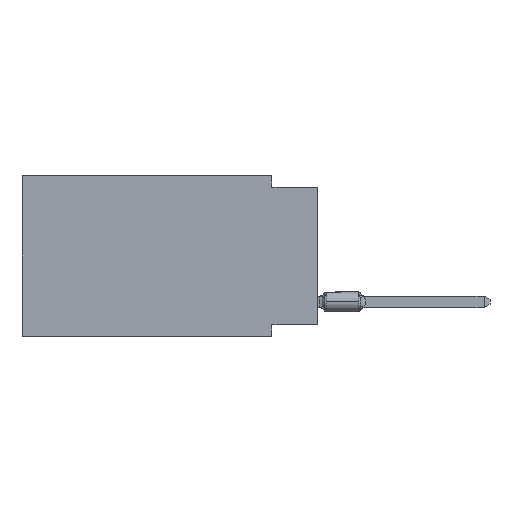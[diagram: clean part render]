
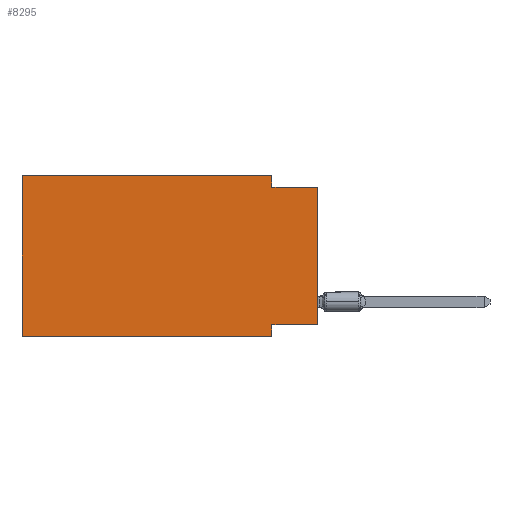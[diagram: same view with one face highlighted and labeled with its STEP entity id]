
A CAD part, left-side view. The second image highlights one B-rep face of the part: STEP entity #8295.
In plain terms, the highlighted planar face has unit normal (-1, 0, 0).
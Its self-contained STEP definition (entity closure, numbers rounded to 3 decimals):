
#106 = LINE ( 'NONE', #6162, #18786 ) ;
#203 = DIRECTION ( 'NONE',  ( 0., 0., -1. ) ) ;
#209 = CARTESIAN_POINT ( 'NONE',  ( 0., 2.54, -8.255 ) ) ;
#315 = VECTOR ( 'NONE', #5484, 1000. ) ;
#702 = FACE_OUTER_BOUND ( 'NONE', #9960, .T. ) ;
#1115 = LINE ( 'NONE', #10347, #315 ) ;
#1251 = EDGE_CURVE ( 'NONE', #15810, #12006, #6259, .T. ) ;
#1722 = EDGE_CURVE ( 'NONE', #11889, #7261, #19550, .T. ) ;
#2934 = LINE ( 'NONE', #17827, #13775 ) ;
#3001 = DIRECTION ( 'NONE',  ( 0., -1., 0. ) ) ;
#3826 = CARTESIAN_POINT ( 'NONE',  ( 0., 2.54, -0.635 ) ) ;
#4023 = CARTESIAN_POINT ( 'NONE',  ( 0., 2.54, -8.89 ) ) ;
#4673 = CARTESIAN_POINT ( 'NONE',  ( 0., 0., -8.255 ) ) ;
#5484 = DIRECTION ( 'NONE',  ( 0., -1., 0. ) ) ;
#6059 = DIRECTION ( 'NONE',  ( 0., 1., 0. ) ) ;
#6162 = CARTESIAN_POINT ( 'NONE',  ( 0., 2.54, -8.89 ) ) ;
#6259 = LINE ( 'NONE', #4673, #13786 ) ;
#6703 = VECTOR ( 'NONE', #3001, 1000. ) ;
#6765 = DIRECTION ( 'NONE',  ( 0., 0., -1. ) ) ;
#6956 = CARTESIAN_POINT ( 'NONE',  ( 0., 0., -0.635 ) ) ;
#7083 = EDGE_CURVE ( 'NONE', #9300, #14691, #17994, .T. ) ;
#7261 = VERTEX_POINT ( 'NONE', #6956 ) ;
#7479 = VECTOR ( 'NONE', #18057, 1000. ) ;
#8099 = CARTESIAN_POINT ( 'NONE',  ( 0., 2.54, 0. ) ) ;
#8166 = CARTESIAN_POINT ( 'NONE',  ( 0., 16.383, 0. ) ) ;
#8295 = ADVANCED_FACE ( 'NONE', ( #702 ), #14321, .F. ) ;
#8359 = VECTOR ( 'NONE', #17105, 1000. ) ;
#8381 = ORIENTED_EDGE ( 'NONE', *, *, #7083, .F. ) ;
#9300 = VERTEX_POINT ( 'NONE', #11655 ) ;
#9507 = EDGE_CURVE ( 'NONE', #15810, #7261, #2934, .T. ) ;
#9583 = LINE ( 'NONE', #8099, #14284 ) ;
#9672 = DIRECTION ( 'NONE',  ( 0., 0., -1. ) ) ;
#9960 = EDGE_LOOP ( 'NONE', ( #10491, #15134, #11038, #8381, #17120, #19008, #17172, #16058 ) ) ;
#10347 = CARTESIAN_POINT ( 'NONE',  ( 0., 16.383, -8.89 ) ) ;
#10373 = DIRECTION ( 'NONE',  ( 0., 0., 1. ) ) ;
#10442 = CARTESIAN_POINT ( 'NONE',  ( 0., 16.383, 0. ) ) ;
#10491 = ORIENTED_EDGE ( 'NONE', *, *, #9507, .T. ) ;
#11038 = ORIENTED_EDGE ( 'NONE', *, *, #16986, .F. ) ;
#11039 = CARTESIAN_POINT ( 'NONE',  ( 0., 16.383, 0. ) ) ;
#11414 = DIRECTION ( 'NONE',  ( 1., 0., 0. ) ) ;
#11655 = CARTESIAN_POINT ( 'NONE',  ( 0., 16.383, 0. ) ) ;
#11889 = VERTEX_POINT ( 'NONE', #3826 ) ;
#11988 = CARTESIAN_POINT ( 'NONE',  ( 0., 0., -0.635 ) ) ;
#12006 = VERTEX_POINT ( 'NONE', #209 ) ;
#12715 = CARTESIAN_POINT ( 'NONE',  ( 0., 2.54, 0. ) ) ;
#13089 = VERTEX_POINT ( 'NONE', #4023 ) ;
#13300 = AXIS2_PLACEMENT_3D ( 'NONE', #11039, #11414, #6765 ) ;
#13775 = VECTOR ( 'NONE', #10373, 1000. ) ;
#13786 = VECTOR ( 'NONE', #6059, 1000. ) ;
#14284 = VECTOR ( 'NONE', #9672, 1000. ) ;
#14321 = PLANE ( 'NONE',  #13300 ) ;
#14601 = EDGE_CURVE ( 'NONE', #12006, #13089, #106, .T. ) ;
#14691 = VERTEX_POINT ( 'NONE', #12715 ) ;
#15134 = ORIENTED_EDGE ( 'NONE', *, *, #1722, .F. ) ;
#15707 = CARTESIAN_POINT ( 'NONE',  ( 0., 0., -8.255 ) ) ;
#15810 = VERTEX_POINT ( 'NONE', #15707 ) ;
#15818 = EDGE_CURVE ( 'NONE', #17928, #9300, #18294, .T. ) ;
#16058 = ORIENTED_EDGE ( 'NONE', *, *, #1251, .F. ) ;
#16986 = EDGE_CURVE ( 'NONE', #14691, #11889, #9583, .T. ) ;
#17105 = DIRECTION ( 'NONE',  ( 0., 0., 1. ) ) ;
#17120 = ORIENTED_EDGE ( 'NONE', *, *, #15818, .F. ) ;
#17172 = ORIENTED_EDGE ( 'NONE', *, *, #14601, .F. ) ;
#17185 = EDGE_CURVE ( 'NONE', #17928, #13089, #1115, .T. ) ;
#17632 = CARTESIAN_POINT ( 'NONE',  ( 0., 16.383, -8.89 ) ) ;
#17827 = CARTESIAN_POINT ( 'NONE',  ( 0., 0., 0. ) ) ;
#17928 = VERTEX_POINT ( 'NONE', #17632 ) ;
#17994 = LINE ( 'NONE', #10442, #6703 ) ;
#18057 = DIRECTION ( 'NONE',  ( 0., -1., 0. ) ) ;
#18294 = LINE ( 'NONE', #8166, #8359 ) ;
#18786 = VECTOR ( 'NONE', #203, 1000. ) ;
#19008 = ORIENTED_EDGE ( 'NONE', *, *, #17185, .T. ) ;
#19550 = LINE ( 'NONE', #11988, #7479 ) ;
